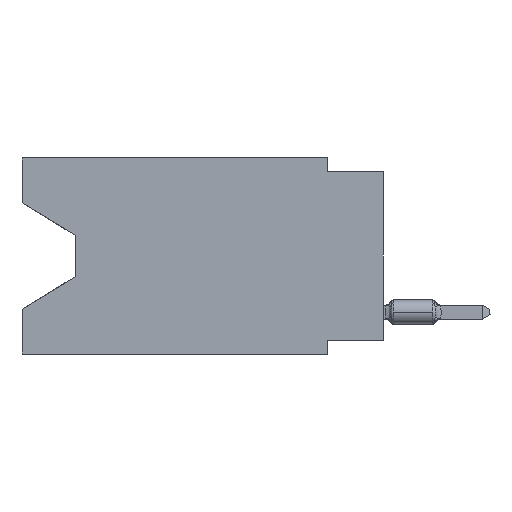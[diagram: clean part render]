
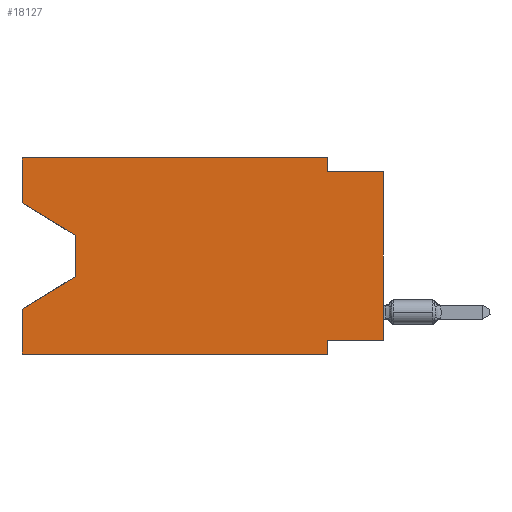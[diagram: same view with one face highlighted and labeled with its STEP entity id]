
A CAD part, left-side view. The second image highlights one B-rep face of the part: STEP entity #18127.
In plain terms, the highlighted planar face has unit normal (-1, 0, 0).
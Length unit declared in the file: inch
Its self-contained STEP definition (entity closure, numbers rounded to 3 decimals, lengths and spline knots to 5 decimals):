
#108 = DIRECTION ( 'NONE',  ( 0., -1., 0. ) ) ;
#133 = EDGE_LOOP ( 'NONE', ( #11979, #21815, #19026, #2830, #9509, #625, #21527, #13895, #21825, #19801, #238, #6629 ) ) ;
#238 = ORIENTED_EDGE ( 'NONE', *, *, #18806, .F. ) ;
#379 = CARTESIAN_POINT ( 'NONE',  ( 0., 0.1, -0.35 ) ) ;
#573 = CARTESIAN_POINT ( 'NONE',  ( 0., 0.1, 0. ) ) ;
#615 = VERTEX_POINT ( 'NONE', #9363 ) ;
#625 = ORIENTED_EDGE ( 'NONE', *, *, #11503, .F. ) ;
#990 = FACE_OUTER_BOUND ( 'NONE', #133, .T. ) ;
#1048 = VERTEX_POINT ( 'NONE', #4230 ) ;
#1062 = LINE ( 'NONE', #14667, #7122 ) ;
#1074 = DIRECTION ( 'NONE',  ( 0., 0., -1. ) ) ;
#1278 = VERTEX_POINT ( 'NONE', #19525 ) ;
#1390 = VECTOR ( 'NONE', #108, 39.37008 ) ;
#1874 = EDGE_CURVE ( 'NONE', #4094, #1278, #1062, .T. ) ;
#2343 = VERTEX_POINT ( 'NONE', #573 ) ;
#2561 = DIRECTION ( 'NONE',  ( 0., 0., 1. ) ) ;
#2600 = CARTESIAN_POINT ( 'NONE',  ( 0., 0.645, 0. ) ) ;
#2830 = ORIENTED_EDGE ( 'NONE', *, *, #19528, .F. ) ;
#3648 = VECTOR ( 'NONE', #8441, 39.37008 ) ;
#3853 = LINE ( 'NONE', #17822, #4259 ) ;
#3931 = DIRECTION ( 'NONE',  ( 0., 0., -1. ) ) ;
#4094 = VERTEX_POINT ( 'NONE', #19705 ) ;
#4230 = CARTESIAN_POINT ( 'NONE',  ( 0., 0.1, -0.025 ) ) ;
#4259 = VECTOR ( 'NONE', #16214, 39.37008 ) ;
#4537 = LINE ( 'NONE', #6481, #14231 ) ;
#4576 = CARTESIAN_POINT ( 'NONE',  ( 0., 0.645, -0.08025 ) ) ;
#4714 = VERTEX_POINT ( 'NONE', #12080 ) ;
#5685 = EDGE_CURVE ( 'NONE', #1048, #1278, #15587, .T. ) ;
#5759 = DIRECTION ( 'NONE',  ( 0., 0., 1. ) ) ;
#5917 = VECTOR ( 'NONE', #18640, 39.37008 ) ;
#6161 = DIRECTION ( 'NONE',  ( 0., 0., -1. ) ) ;
#6481 = CARTESIAN_POINT ( 'NONE',  ( 0., 0., -0.325 ) ) ;
#6629 = ORIENTED_EDGE ( 'NONE', *, *, #15150, .F. ) ;
#7013 = LINE ( 'NONE', #14056, #1390 ) ;
#7122 = VECTOR ( 'NONE', #2561, 39.37008 ) ;
#7188 = EDGE_CURVE ( 'NONE', #19644, #15158, #15119, .T. ) ;
#7333 = CARTESIAN_POINT ( 'NONE',  ( 0., 0.1, -0.325 ) ) ;
#7601 = DIRECTION ( 'NONE',  ( 0., -0.855, -0.519 ) ) ;
#7693 = LINE ( 'NONE', #8036, #5917 ) ;
#7769 = DIRECTION ( 'NONE',  ( 0., 1., 0. ) ) ;
#8036 = CARTESIAN_POINT ( 'NONE',  ( 0., 0.55, -0.212 ) ) ;
#8441 = DIRECTION ( 'NONE',  ( 0., -1., 0. ) ) ;
#8953 = VECTOR ( 'NONE', #11428, 39.37008 ) ;
#9363 = CARTESIAN_POINT ( 'NONE',  ( 0., 0.645, -0.26975 ) ) ;
#9509 = ORIENTED_EDGE ( 'NONE', *, *, #14031, .T. ) ;
#10294 = VERTEX_POINT ( 'NONE', #17729 ) ;
#11315 = AXIS2_PLACEMENT_3D ( 'NONE', #2600, #19770, #6161 ) ;
#11428 = DIRECTION ( 'NONE',  ( 0., 0., -1. ) ) ;
#11470 = VECTOR ( 'NONE', #7601, 39.37008 ) ;
#11503 = EDGE_CURVE ( 'NONE', #21546, #10294, #19723, .T. ) ;
#11979 = ORIENTED_EDGE ( 'NONE', *, *, #11996, .T. ) ;
#11996 = EDGE_CURVE ( 'NONE', #21233, #19644, #16822, .T. ) ;
#12080 = CARTESIAN_POINT ( 'NONE',  ( 0., 0.645, -0.35 ) ) ;
#12291 = LINE ( 'NONE', #14126, #19968 ) ;
#12833 = VECTOR ( 'NONE', #5759, 39.37008 ) ;
#13383 = CARTESIAN_POINT ( 'NONE',  ( 0., 0.55, -0.138 ) ) ;
#13720 = EDGE_CURVE ( 'NONE', #15158, #615, #7693, .T. ) ;
#13895 = ORIENTED_EDGE ( 'NONE', *, *, #1874, .T. ) ;
#14031 = EDGE_CURVE ( 'NONE', #4714, #10294, #12291, .T. ) ;
#14056 = CARTESIAN_POINT ( 'NONE',  ( 0., 0.645, 0. ) ) ;
#14126 = CARTESIAN_POINT ( 'NONE',  ( 0., 0.645, -0.35 ) ) ;
#14231 = VECTOR ( 'NONE', #7769, 39.37008 ) ;
#14667 = CARTESIAN_POINT ( 'NONE',  ( 0., 0., 0. ) ) ;
#15023 = CARTESIAN_POINT ( 'NONE',  ( 0., 0.1, 0. ) ) ;
#15119 = LINE ( 'NONE', #13383, #8953 ) ;
#15150 = EDGE_CURVE ( 'NONE', #21233, #19872, #3853, .T. ) ;
#15158 = VERTEX_POINT ( 'NONE', #15868 ) ;
#15402 = EDGE_CURVE ( 'NONE', #4094, #21546, #4537, .T. ) ;
#15587 = LINE ( 'NONE', #20754, #3648 ) ;
#15868 = CARTESIAN_POINT ( 'NONE',  ( 0., 0.55, -0.212 ) ) ;
#16061 = VECTOR ( 'NONE', #1074, 39.37008 ) ;
#16214 = DIRECTION ( 'NONE',  ( 0., 0., 1. ) ) ;
#16477 = CARTESIAN_POINT ( 'NONE',  ( 0., 0.645, -0.08025 ) ) ;
#16822 = LINE ( 'NONE', #16477, #11470 ) ;
#16919 = EDGE_CURVE ( 'NONE', #2343, #1048, #21805, .T. ) ;
#17729 = CARTESIAN_POINT ( 'NONE',  ( 0., 0.1, -0.35 ) ) ;
#17822 = CARTESIAN_POINT ( 'NONE',  ( 0., 0.645, 0. ) ) ;
#18127 = ADVANCED_FACE ( 'NONE', ( #990 ), #19999, .F. ) ;
#18640 = DIRECTION ( 'NONE',  ( 0., 0.855, -0.519 ) ) ;
#18806 = EDGE_CURVE ( 'NONE', #19872, #2343, #7013, .T. ) ;
#19026 = ORIENTED_EDGE ( 'NONE', *, *, #13720, .T. ) ;
#19307 = DIRECTION ( 'NONE',  ( 0., -1., 0. ) ) ;
#19525 = CARTESIAN_POINT ( 'NONE',  ( 0., 0., -0.025 ) ) ;
#19528 = EDGE_CURVE ( 'NONE', #4714, #615, #21322, .T. ) ;
#19536 = VECTOR ( 'NONE', #3931, 39.37008 ) ;
#19644 = VERTEX_POINT ( 'NONE', #20387 ) ;
#19705 = CARTESIAN_POINT ( 'NONE',  ( 0., 0., -0.325 ) ) ;
#19723 = LINE ( 'NONE', #379, #19536 ) ;
#19770 = DIRECTION ( 'NONE',  ( 1., 0., 0. ) ) ;
#19801 = ORIENTED_EDGE ( 'NONE', *, *, #16919, .F. ) ;
#19872 = VERTEX_POINT ( 'NONE', #21512 ) ;
#19945 = CARTESIAN_POINT ( 'NONE',  ( 0., 0.645, 0. ) ) ;
#19968 = VECTOR ( 'NONE', #19307, 39.37008 ) ;
#19999 = PLANE ( 'NONE',  #11315 ) ;
#20387 = CARTESIAN_POINT ( 'NONE',  ( 0., 0.55, -0.138 ) ) ;
#20754 = CARTESIAN_POINT ( 'NONE',  ( 0., 0., -0.025 ) ) ;
#21233 = VERTEX_POINT ( 'NONE', #4576 ) ;
#21322 = LINE ( 'NONE', #19945, #12833 ) ;
#21512 = CARTESIAN_POINT ( 'NONE',  ( 0., 0.645, 0. ) ) ;
#21527 = ORIENTED_EDGE ( 'NONE', *, *, #15402, .F. ) ;
#21546 = VERTEX_POINT ( 'NONE', #7333 ) ;
#21805 = LINE ( 'NONE', #15023, #16061 ) ;
#21815 = ORIENTED_EDGE ( 'NONE', *, *, #7188, .T. ) ;
#21825 = ORIENTED_EDGE ( 'NONE', *, *, #5685, .F. ) ;
